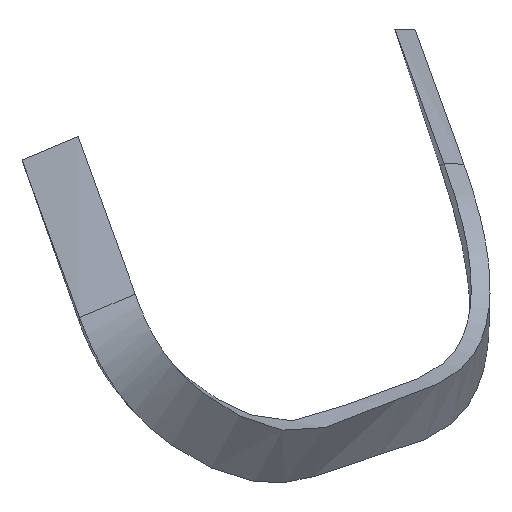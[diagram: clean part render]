
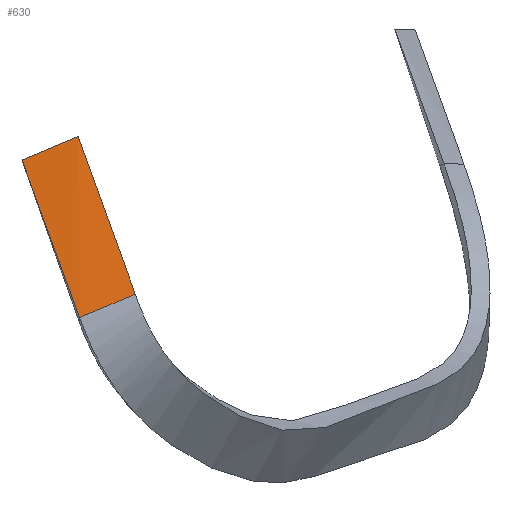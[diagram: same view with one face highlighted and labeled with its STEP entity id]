
A CAD part, left-side view. The second image highlights one B-rep face of the part: STEP entity #630.
In plain terms, the highlighted free-form (B-spline) face has degree [1, 2] with [2, 5] control points.
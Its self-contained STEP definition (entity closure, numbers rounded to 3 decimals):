
#3 = CARTESIAN_POINT ( 'NONE',  ( -103.469, 112.989, 14.117 ) ) ;
#17 = VERTEX_POINT ( 'NONE', #723 ) ;
#21 = CARTESIAN_POINT ( 'NONE',  ( -103.283, 117.405, 26.278 ) ) ;
#41 = EDGE_CURVE ( 'NONE', #676, #17, #569, .T. ) ;
#74 = CARTESIAN_POINT ( 'NONE',  ( -103.019, 123.592, 43.291 ) ) ;
#83 = VECTOR ( 'NONE', #455, 1000. ) ;
#109 = ORIENTED_EDGE ( 'NONE', *, *, #125, .F. ) ;
#125 = EDGE_CURVE ( 'NONE', #594, #17, #222, .T. ) ;
#131 = CARTESIAN_POINT ( 'NONE',  ( -102.697, 131.112, 63.936 ) ) ;
#161 = CARTESIAN_POINT ( 'NONE',  ( -103.581, 126.038, 22.622 ) ) ;
#195 = ORIENTED_EDGE ( 'NONE', *, *, #586, .F. ) ;
#199 = FACE_OUTER_BOUND ( 'NONE', #425, .T. ) ;
#222 =( BOUNDED_CURVE ( )  B_SPLINE_CURVE ( 2, ( #226, #520, #161 ),
 .UNSPECIFIED., .F., .T. ) 
 B_SPLINE_CURVE_WITH_KNOTS ( ( 3, 3 ),
 ( 0., 0.294 ),
 .UNSPECIFIED. ) 
 CURVE ( )  GEOMETRIC_REPRESENTATION_ITEM ( )  RATIONAL_B_SPLINE_CURVE ( ( 1., 0.998, 0.999 ) ) 
 REPRESENTATION_ITEM ( '' )  );
#226 = CARTESIAN_POINT ( 'NONE',  ( -104.769, 117.187, -1.629 ) ) ;
#252 = CARTESIAN_POINT ( 'NONE',  ( -103.282, 117.405, 26.278 ) ) ;
#295 = ORIENTED_EDGE ( 'NONE', *, *, #773, .T. ) ;
#309 = CARTESIAN_POINT ( 'NONE',  ( -103.65, 108.603, 1.983 ) ) ;
#312 = CARTESIAN_POINT ( 'NONE',  ( -103.764, 124.728, 18.987 ) ) ;
#367 =( BOUNDED_SURFACE ( )  B_SPLINE_SURFACE ( 1, 2, ( 
 ( #309, #562, #74, #131, #724 ),
 ( #619, #312, #369, #506, #378 ) ),
 .UNSPECIFIED., .F., .F., .F. ) 
 B_SPLINE_SURFACE_WITH_KNOTS ( ( 2, 2 ),
 ( 3, 2, 3 ),
 ( 0., 1. ),
 ( 0., 0.5, 1. ),
 .UNSPECIFIED. ) 
 GEOMETRIC_REPRESENTATION_ITEM ( )  RATIONAL_B_SPLINE_SURFACE ( (
 ( 1., 0.997, 1., 0.997, 1.),
 ( 1., 0.997, 1., 0.997, 1.) ) ) 
 REPRESENTATION_ITEM ( '' )  SURFACE ( )  );
#369 = CARTESIAN_POINT ( 'NONE',  ( -102.741, 132.219, 39.619 ) ) ;
#378 = CARTESIAN_POINT ( 'NONE',  ( -100.683, 147.151, 80.901 ) ) ;
#406 = DIRECTION ( 'NONE',  ( -0.119, 0.915, -0.385 ) ) ;
#425 = EDGE_LOOP ( 'NONE', ( #493, #109, #195, #295 ) ) ;
#455 = DIRECTION ( 'NONE',  ( -0.032, 0.92, -0.39 ) ) ;
#481 =( BOUNDED_CURVE ( )  B_SPLINE_CURVE ( 2, ( #547, #3, #489 ),
 .UNSPECIFIED., .F., .T. ) 
 B_SPLINE_CURVE_WITH_KNOTS ( ( 3, 3 ),
 ( 0., 0.294 ),
 .UNSPECIFIED. ) 
 CURVE ( )  GEOMETRIC_REPRESENTATION_ITEM ( )  RATIONAL_B_SPLINE_CURVE ( ( 1., 0.998, 0.999 ) ) 
 REPRESENTATION_ITEM ( '' )  );
#485 = VECTOR ( 'NONE', #406, 1000. ) ;
#489 = CARTESIAN_POINT ( 'NONE',  ( -103.282, 117.405, 26.278 ) ) ;
#493 = ORIENTED_EDGE ( 'NONE', *, *, #41, .T. ) ;
#506 = CARTESIAN_POINT ( 'NONE',  ( -101.717, 139.711, 60.251 ) ) ;
#520 = CARTESIAN_POINT ( 'NONE',  ( -104.179, 121.615, 10.477 ) ) ;
#525 = LINE ( 'NONE', #763, #485 ) ;
#547 = CARTESIAN_POINT ( 'NONE',  ( -103.65, 108.603, 1.983 ) ) ;
#562 = CARTESIAN_POINT ( 'NONE',  ( -103.342, 116.073, 22.646 ) ) ;
#569 = LINE ( 'NONE', #21, #83 ) ;
#586 = EDGE_CURVE ( 'NONE', #762, #594, #525, .T. ) ;
#594 = VERTEX_POINT ( 'NONE', #720 ) ;
#619 = CARTESIAN_POINT ( 'NONE',  ( -104.769, 117.187, -1.629 ) ) ;
#630 = ADVANCED_FACE ( 'NONE', ( #199 ), #367, .F. ) ;
#676 = VERTEX_POINT ( 'NONE', #252 ) ;
#720 = CARTESIAN_POINT ( 'NONE',  ( -104.769, 117.187, -1.629 ) ) ;
#723 = CARTESIAN_POINT ( 'NONE',  ( -103.581, 126.038, 22.622 ) ) ;
#724 = CARTESIAN_POINT ( 'NONE',  ( -102.353, 138.678, 84.563 ) ) ;
#728 = CARTESIAN_POINT ( 'NONE',  ( -103.65, 108.603, 1.983 ) ) ;
#762 = VERTEX_POINT ( 'NONE', #728 ) ;
#763 = CARTESIAN_POINT ( 'NONE',  ( -103.65, 108.603, 1.983 ) ) ;
#773 = EDGE_CURVE ( 'NONE', #762, #676, #481, .T. ) ;
